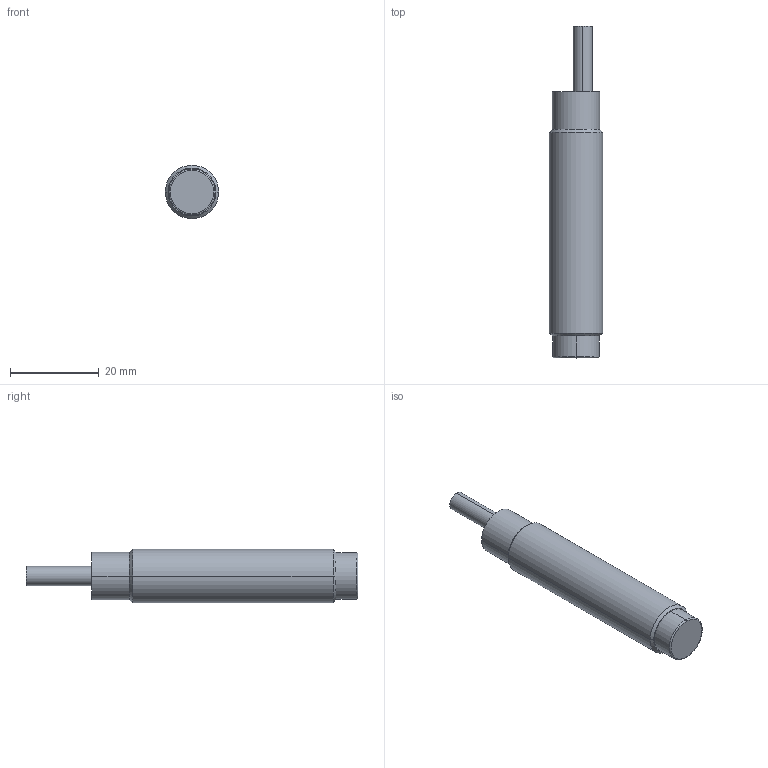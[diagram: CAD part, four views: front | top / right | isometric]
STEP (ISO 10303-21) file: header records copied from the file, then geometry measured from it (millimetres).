
FILE_DESCRIPTION((''),'2;1');
FILE_NAME('DM_CAD-6605_SW0001','2019-02-25T',('creinig-se'),(''),'PRO/ENGINEER BY PARAMETRIC TECHNOLOGY CORPORATION, 2015440','PRO/ENGINEER BY PARAMETRIC TECHNOLOGY CORPORATION, 2015440','');
FILE_SCHEMA(('CONFIG_CONTROL_DESIGN'));
Length unit declared in the file: millimetre
Products named in the file (1): DM_CAD-6605_SW0001
Bounding box: 12 x 74.8 x 12 mm (x, y, z)
Volume: 6621 mm3; surface area: 2597.7 mm2
Topology: 1 solids, 1 shells, 21 faces, 95 edges, 130 vertices
Faces by surface type: cylinder 8, cone 6, plane 5, torus 2
Entity records: 1250 total; most frequent: DIRECTION 185, CARTESIAN_POINT 145, ORIENTED_EDGE 88, PRESENTATION_STYLE_ASSIGNMENT 73, STYLED_ITEM 73, AXIS2_PLACEMENT_3D 68, CURVE_STYLE 52, TRIMMED_CURVE 51
